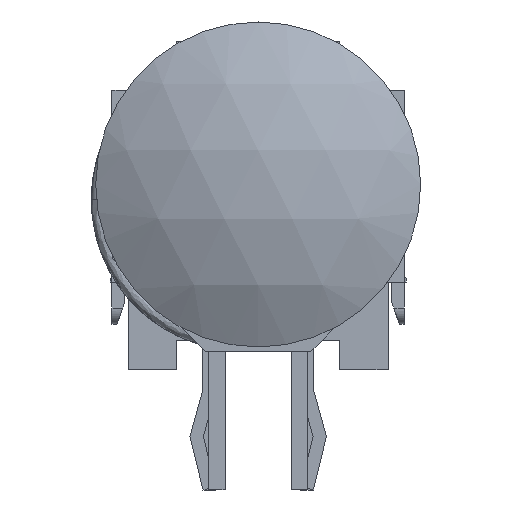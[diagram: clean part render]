
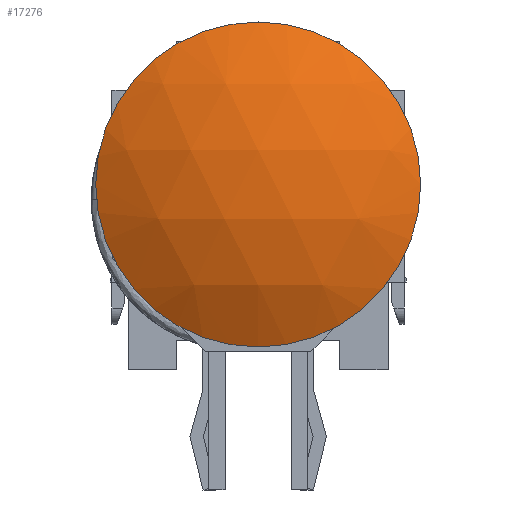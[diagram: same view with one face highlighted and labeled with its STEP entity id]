
A CAD part, left-side view. The second image highlights one B-rep face of the part: STEP entity #17276.
In plain terms, the highlighted spherical face has radius 9.629 mm.
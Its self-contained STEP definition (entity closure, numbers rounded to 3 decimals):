
#17260=CARTESIAN_POINT('',(0.0,0.971,0.0));
#17261=DIRECTION('',(0.0,0.0,1.0));
#17262=DIRECTION('',(1.0,0.0,0.0));
#17263=AXIS2_PLACEMENT_3D('',#17260,#17261,#17262);
#17264=SPHERICAL_SURFACE('',#17263,9.629);
#17265=CARTESIAN_POINT('',(5.,9.2,0.0));
#17266=VERTEX_POINT('',#17265);
#17267=CARTESIAN_POINT('',(0.0,9.2,0.0));
#17268=DIRECTION('',(0.0,-1.0,0.0));
#17269=DIRECTION('',(1.0,0.0,0.0));
#17270=AXIS2_PLACEMENT_3D('',#17267,#17268,#17269);
#17271=CIRCLE('',#17270,5.);
#17272=EDGE_CURVE('',#17266,#17266,#17271,.T.);
#17273=ORIENTED_EDGE('',*,*,#17272,.F.);
#17274=EDGE_LOOP('',(#17273));
#17275=FACE_OUTER_BOUND('',#17274,.T.);
#17276=ADVANCED_FACE('',(#17275),#17264,.T.);
